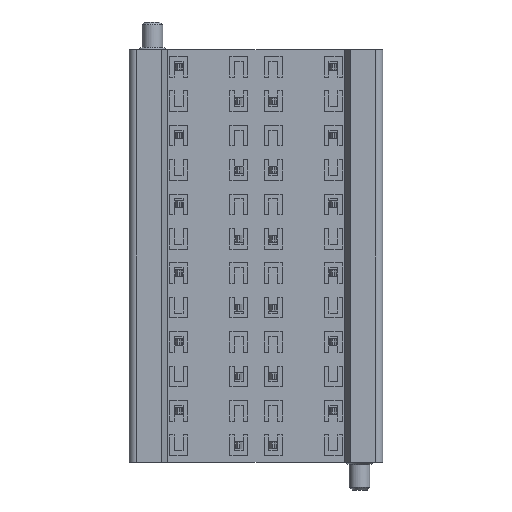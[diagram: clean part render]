
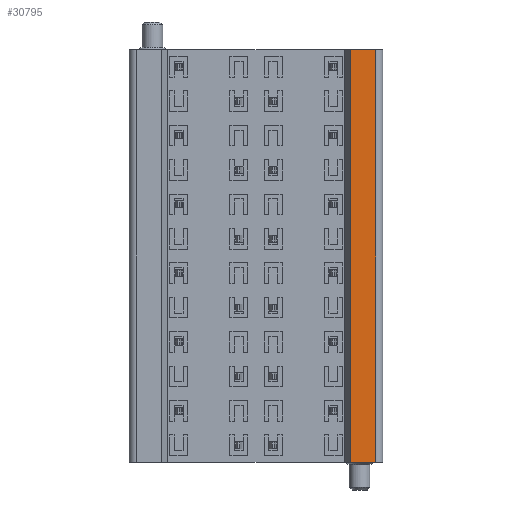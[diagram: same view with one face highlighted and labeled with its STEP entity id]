
A CAD part, front view. The second image highlights one B-rep face of the part: STEP entity #30795.
In plain terms, the highlighted planar face has unit normal (0, -1, 0).
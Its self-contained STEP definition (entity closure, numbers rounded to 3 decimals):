
#6696=DIRECTION('',(0.,0.,1.));
#6697=VECTOR('',#6696,60.);
#6698=CARTESIAN_POINT('',(-1461.157,-3768.091,-45.));
#6699=LINE('',#6698,#6697);
#6700=DIRECTION('',(1.,0.,0.));
#6701=VECTOR('',#6700,3.65);
#6702=CARTESIAN_POINT('',(-1461.157,-3768.091,
15.));
#6703=LINE('',#6702,#6701);
#6704=DIRECTION('',(0.,0.,1.));
#6705=VECTOR('',#6704,60.);
#6706=CARTESIAN_POINT('',(-1457.507,-3768.091,-45.));
#6707=LINE('',#6706,#6705);
#10990=DIRECTION('',(1.,0.,0.));
#10991=VECTOR('',#10990,3.65);
#10992=CARTESIAN_POINT('',(-1461.157,-3768.091,-45.));
#10993=LINE('',#10992,#10991);
#11826=CARTESIAN_POINT('',(-1457.507,-3768.091,
15.));
#11827=VERTEX_POINT('',#11826);
#11828=CARTESIAN_POINT('',(-1461.157,-3768.091,
15.));
#11829=VERTEX_POINT('',#11828);
#14440=CARTESIAN_POINT('',(-1461.157,-3768.091,-45.));
#14441=VERTEX_POINT('',#14440);
#14442=CARTESIAN_POINT('',(-1457.507,-3768.091,-45.));
#14443=VERTEX_POINT('',#14442);
#30781=CARTESIAN_POINT('',(-1457.507,-3768.091,
10.));
#30782=DIRECTION('',(0.,1.,0.));
#30783=DIRECTION('',(-1.,0.,0.));
#30784=AXIS2_PLACEMENT_3D('',#30781,#30782,#30783);
#30785=PLANE('',#30784);
#30787=ORIENTED_EDGE('',*,*,#30786,.F.);
#30789=ORIENTED_EDGE('',*,*,#30788,.F.);
#30790=ORIENTED_EDGE('',*,*,#30764,.T.);
#30792=ORIENTED_EDGE('',*,*,#30791,.T.);
#30793=EDGE_LOOP('',(#30787,#30789,#30790,#30792));
#30794=FACE_OUTER_BOUND('',#30793,.F.);
#30764=EDGE_CURVE('',#14441,#11829,#6699,.T.);
#30786=EDGE_CURVE('',#14443,#11827,#6707,.T.);
#30788=EDGE_CURVE('',#14441,#14443,#10993,.T.);
#30791=EDGE_CURVE('',#11829,#11827,#6703,.T.);
#30795=ADVANCED_FACE('',(#30794),#30785,.F.);
